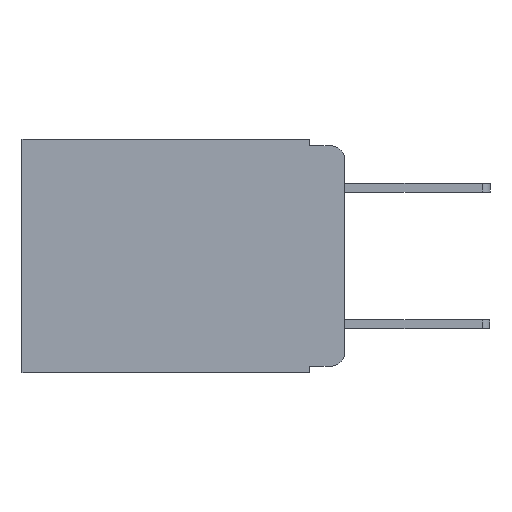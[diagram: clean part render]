
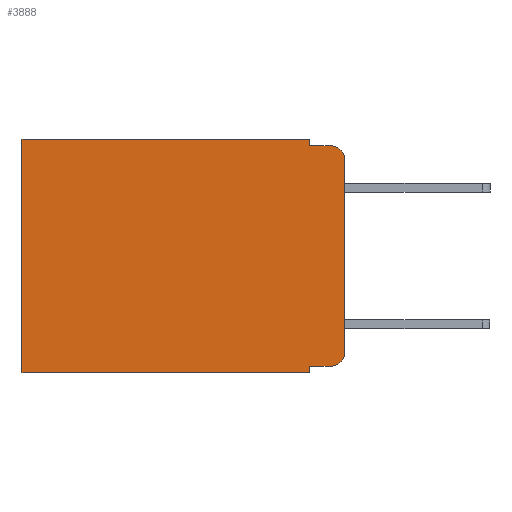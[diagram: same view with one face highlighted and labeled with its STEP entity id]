
A CAD part, left-side view. The second image highlights one B-rep face of the part: STEP entity #3888.
In plain terms, the highlighted planar face has unit normal (-1, 0, 0).
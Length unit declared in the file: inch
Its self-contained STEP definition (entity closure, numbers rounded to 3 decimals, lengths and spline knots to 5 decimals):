
#905 = ORIENTED_EDGE ( 'NONE', *, *, #23087, .T. ) ;
#1450 = LINE ( 'NONE', #8838, #15570 ) ;
#1469 = EDGE_CURVE ( 'NONE', #19446, #5072, #1450, .T. ) ;
#1490 = ORIENTED_EDGE ( 'NONE', *, *, #10979, .T. ) ;
#1800 = CIRCLE ( 'NONE', #24192, 0.02 ) ;
#1915 = LINE ( 'NONE', #4002, #16597 ) ;
#2447 = DIRECTION ( 'NONE',  ( 0., 0., -1. ) ) ;
#2624 = CARTESIAN_POINT ( 'NONE',  ( 0.298, 0.02, -0.03 ) ) ;
#2940 = LINE ( 'NONE', #20277, #17531 ) ;
#2988 = EDGE_CURVE ( 'NONE', #18636, #23207, #17527, .T. ) ;
#3857 = VECTOR ( 'NONE', #23000, 39.37008 ) ;
#3888 = ADVANCED_FACE ( 'NONE', ( #18623 ), #7213, .F. ) ;
#3924 = EDGE_LOOP ( 'NONE', ( #4593, #20577, #16998, #7894, #1490, #12772, #7713, #11751, #19215, #905 ) ) ;
#4002 = CARTESIAN_POINT ( 'NONE',  ( 0.298, 0.051, -0.333 ) ) ;
#4292 = CARTESIAN_POINT ( 'NONE',  ( 0.298, 0.473, -0.343 ) ) ;
#4411 = AXIS2_PLACEMENT_3D ( 'NONE', #7444, #11152, #2447 ) ;
#4572 = DIRECTION ( 'NONE',  ( 0., 0., -1. ) ) ;
#4593 = ORIENTED_EDGE ( 'NONE', *, *, #1469, .F. ) ;
#5015 = CARTESIAN_POINT ( 'NONE',  ( 0.298, 0., -0.313 ) ) ;
#5072 = VERTEX_POINT ( 'NONE', #5015 ) ;
#5083 = DIRECTION ( 'NONE',  ( 0., 1., 0. ) ) ;
#5212 = DIRECTION ( 'NONE',  ( 0., 0., -1. ) ) ;
#5482 = LINE ( 'NONE', #21612, #10044 ) ;
#6143 = CARTESIAN_POINT ( 'NONE',  ( 0.298, 0., -0.03 ) ) ;
#6417 = EDGE_CURVE ( 'NONE', #23207, #15655, #23273, .T. ) ;
#7123 = VECTOR ( 'NONE', #23565, 39.37008 ) ;
#7213 = PLANE ( 'NONE',  #4411 ) ;
#7247 = CARTESIAN_POINT ( 'NONE',  ( 0.298, 0.02, -0.313 ) ) ;
#7444 = CARTESIAN_POINT ( 'NONE',  ( 0.298, 0., 0. ) ) ;
#7466 = CARTESIAN_POINT ( 'NONE',  ( 0.298, 0.051, -0.333 ) ) ;
#7713 = ORIENTED_EDGE ( 'NONE', *, *, #6417, .F. ) ;
#7815 = VERTEX_POINT ( 'NONE', #15150 ) ;
#7894 = ORIENTED_EDGE ( 'NONE', *, *, #22912, .F. ) ;
#8034 = AXIS2_PLACEMENT_3D ( 'NONE', #2624, #16000, #4572 ) ;
#8728 = VERTEX_POINT ( 'NONE', #13220 ) ;
#8838 = CARTESIAN_POINT ( 'NONE',  ( 0.298, 0., 0. ) ) ;
#9199 = DIRECTION ( 'NONE',  ( 0., 0., -1. ) ) ;
#10044 = VECTOR ( 'NONE', #18062, 39.37008 ) ;
#10979 = EDGE_CURVE ( 'NONE', #11516, #8728, #23716, .T. ) ;
#11152 = DIRECTION ( 'NONE',  ( 1., 0., 0. ) ) ;
#11263 = EDGE_CURVE ( 'NONE', #8728, #15655, #2940, .T. ) ;
#11516 = VERTEX_POINT ( 'NONE', #13161 ) ;
#11751 = ORIENTED_EDGE ( 'NONE', *, *, #2988, .F. ) ;
#12585 = CARTESIAN_POINT ( 'NONE',  ( 0.298, 0.051, -0.01 ) ) ;
#12592 = VECTOR ( 'NONE', #13122, 39.37008 ) ;
#12772 = ORIENTED_EDGE ( 'NONE', *, *, #11263, .T. ) ;
#12858 = EDGE_CURVE ( 'NONE', #18636, #21734, #1915, .T. ) ;
#13122 = DIRECTION ( 'NONE',  ( 0., 0., -1. ) ) ;
#13161 = CARTESIAN_POINT ( 'NONE',  ( 0.298, 0.051, 0. ) ) ;
#13220 = CARTESIAN_POINT ( 'NONE',  ( 0.298, 0.473, 0. ) ) ;
#15150 = CARTESIAN_POINT ( 'NONE',  ( 0.298, 0.051, -0.01 ) ) ;
#15570 = VECTOR ( 'NONE', #16071, 39.37008 ) ;
#15655 = VERTEX_POINT ( 'NONE', #4292 ) ;
#16000 = DIRECTION ( 'NONE',  ( -1., 0., 0. ) ) ;
#16071 = DIRECTION ( 'NONE',  ( 0., 0., -1. ) ) ;
#16205 = CARTESIAN_POINT ( 'NONE',  ( 0.298, 0.02, -0.01 ) ) ;
#16275 = EDGE_CURVE ( 'NONE', #19446, #17012, #17818, .T. ) ;
#16597 = VECTOR ( 'NONE', #17307, 39.37008 ) ;
#16837 = CARTESIAN_POINT ( 'NONE',  ( 0.298, 0.02, -0.333 ) ) ;
#16998 = ORIENTED_EDGE ( 'NONE', *, *, #18437, .F. ) ;
#17012 = VERTEX_POINT ( 'NONE', #16205 ) ;
#17307 = DIRECTION ( 'NONE',  ( 0., -1., 0. ) ) ;
#17527 = LINE ( 'NONE', #19616, #12592 ) ;
#17531 = VECTOR ( 'NONE', #5212, 39.37008 ) ;
#17818 = CIRCLE ( 'NONE', #8034, 0.02 ) ;
#18062 = DIRECTION ( 'NONE',  ( 0., 0., -1. ) ) ;
#18437 = EDGE_CURVE ( 'NONE', #7815, #17012, #20892, .T. ) ;
#18623 = FACE_OUTER_BOUND ( 'NONE', #3924, .T. ) ;
#18636 = VERTEX_POINT ( 'NONE', #7466 ) ;
#18920 = CARTESIAN_POINT ( 'NONE',  ( 0.298, 0.051, -0.343 ) ) ;
#19215 = ORIENTED_EDGE ( 'NONE', *, *, #12858, .T. ) ;
#19446 = VERTEX_POINT ( 'NONE', #6143 ) ;
#19502 = CARTESIAN_POINT ( 'NONE',  ( 0.298, 0., 0. ) ) ;
#19616 = CARTESIAN_POINT ( 'NONE',  ( 0.298, 0.051, 0. ) ) ;
#20277 = CARTESIAN_POINT ( 'NONE',  ( 0.298, 0.473, 0. ) ) ;
#20366 = DIRECTION ( 'NONE',  ( -1., 0., 0. ) ) ;
#20577 = ORIENTED_EDGE ( 'NONE', *, *, #16275, .T. ) ;
#20892 = LINE ( 'NONE', #12585, #7123 ) ;
#21612 = CARTESIAN_POINT ( 'NONE',  ( 0.298, 0.051, 0. ) ) ;
#21734 = VERTEX_POINT ( 'NONE', #16837 ) ;
#22133 = CARTESIAN_POINT ( 'NONE',  ( 0.298, 0., -0.343 ) ) ;
#22731 = VECTOR ( 'NONE', #5083, 39.37008 ) ;
#22912 = EDGE_CURVE ( 'NONE', #11516, #7815, #5482, .T. ) ;
#23000 = DIRECTION ( 'NONE',  ( 0., 1., 0. ) ) ;
#23087 = EDGE_CURVE ( 'NONE', #21734, #5072, #1800, .T. ) ;
#23207 = VERTEX_POINT ( 'NONE', #18920 ) ;
#23273 = LINE ( 'NONE', #22133, #22731 ) ;
#23565 = DIRECTION ( 'NONE',  ( 0., -1., 0. ) ) ;
#23716 = LINE ( 'NONE', #19502, #3857 ) ;
#24192 = AXIS2_PLACEMENT_3D ( 'NONE', #7247, #20366, #9199 ) ;
